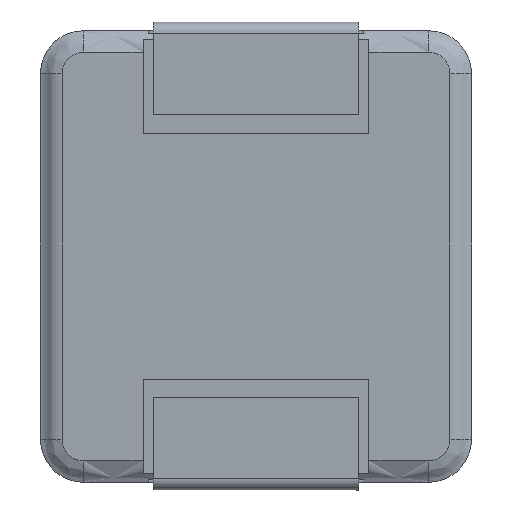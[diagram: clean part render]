
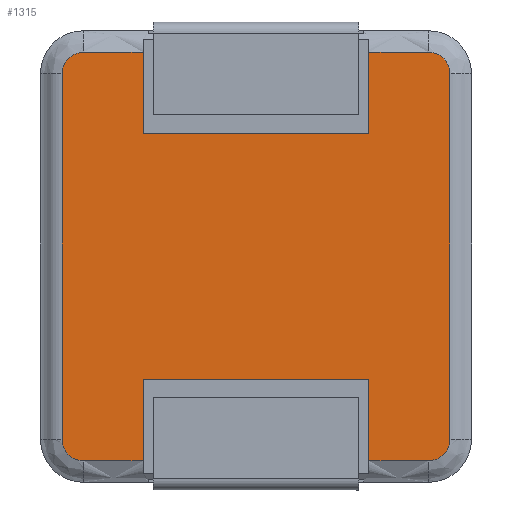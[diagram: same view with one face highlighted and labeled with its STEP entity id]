
A CAD part, front view. The second image highlights one B-rep face of the part: STEP entity #1315.
In plain terms, the highlighted planar face has unit normal (0, -1, 0).
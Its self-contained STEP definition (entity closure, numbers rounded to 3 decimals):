
#8 = CARTESIAN_POINT ( 'NONE',  ( 1.89, 0., -1.903 ) ) ;
#29 = DIRECTION ( 'NONE',  ( 0., 0., -1. ) ) ;
#64 = DIRECTION ( 'NONE',  ( -1., 0., 0. ) ) ;
#67 = VECTOR ( 'NONE', #1902, 1000. ) ;
#68 = DIRECTION ( 'NONE',  ( 0., 0., -1. ) ) ;
#103 = ORIENTED_EDGE ( 'NONE', *, *, #154, .F. ) ;
#107 = EDGE_CURVE ( 'NONE', #978, #2004, #363, .T. ) ;
#114 = LINE ( 'NONE', #450, #2034 ) ;
#126 = VERTEX_POINT ( 'NONE', #709 ) ;
#154 = EDGE_CURVE ( 'NONE', #2004, #126, #535, .T. ) ;
#167 = CARTESIAN_POINT ( 'NONE',  ( 1.89, 0., -1.78 ) ) ;
#168 = CARTESIAN_POINT ( 'NONE',  ( 1.89, 0., 1.78 ) ) ;
#182 = CARTESIAN_POINT ( 'NONE',  ( -1.89, 0., 1.903 ) ) ;
#215 = CARTESIAN_POINT ( 'NONE',  ( -1.89, 0., -1.78 ) ) ;
#239 = EDGE_CURVE ( 'NONE', #126, #1919, #1864, .T. ) ;
#252 = VECTOR ( 'NONE', #705, 1000. ) ;
#258 = CARTESIAN_POINT ( 'NONE',  ( -1.89, 0., 1.78 ) ) ;
#266 = ORIENTED_EDGE ( 'NONE', *, *, #1505, .F. ) ;
#285 = EDGE_CURVE ( 'NONE', #375, #921, #1377, .T. ) ;
#331 = ORIENTED_EDGE ( 'NONE', *, *, #883, .F. ) ;
#339 = CARTESIAN_POINT ( 'NONE',  ( -1.1, 0., -1.99 ) ) ;
#358 = DIRECTION ( 'NONE',  ( 1., 0., 0. ) ) ;
#363 = LINE ( 'NONE', #1030, #1925 ) ;
#368 = CARTESIAN_POINT ( 'NONE',  ( 1.89, 0., 1.903 ) ) ;
#369 = CARTESIAN_POINT ( 'NONE',  ( 1.1, 0., 1.2 ) ) ;
#373 = DIRECTION ( 'NONE',  ( 0., 0., 1. ) ) ;
#375 = VERTEX_POINT ( 'NONE', #1223 ) ;
#390 = EDGE_CURVE ( 'NONE', #1130, #1382, #502, .T. ) ;
#414 = CARTESIAN_POINT ( 'NONE',  ( 1.89, 0., 1.78 ) ) ;
#416 = ORIENTED_EDGE ( 'NONE', *, *, #285, .F. ) ;
#425 = LINE ( 'NONE', #414, #2145 ) ;
#438 = DIRECTION ( 'NONE',  ( 0., 0., 1. ) ) ;
#450 = CARTESIAN_POINT ( 'NONE',  ( -1.89, 0., -1.78 ) ) ;
#463 = VERTEX_POINT ( 'NONE', #258 ) ;
#502 =( BOUNDED_CURVE ( )  B_SPLINE_CURVE ( 3, ( #2072, #866, #1179, #215 ),
 .UNSPECIFIED., .F., .F. ) 
 B_SPLINE_CURVE_WITH_KNOTS ( ( 4, 4 ),
 ( 0., 1. ),
 .UNSPECIFIED. ) 
 CURVE ( )  GEOMETRIC_REPRESENTATION_ITEM ( )  RATIONAL_B_SPLINE_CURVE ( ( 1., 0.805, 0.805, 1. ) ) 
 REPRESENTATION_ITEM ( '' )  );
#527 = CARTESIAN_POINT ( 'NONE',  ( 1.89, 0., 1.78 ) ) ;
#534 = EDGE_CURVE ( 'NONE', #1919, #1130, #2086, .T. ) ;
#535 = LINE ( 'NONE', #887, #1850 ) ;
#541 = VERTEX_POINT ( 'NONE', #1954 ) ;
#543 = CARTESIAN_POINT ( 'NONE',  ( 1.68, 0., 1.99 ) ) ;
#549 = LINE ( 'NONE', #369, #1268 ) ;
#569 =( BOUNDED_CURVE ( )  B_SPLINE_CURVE ( 3, ( #1718, #182, #1048, #874 ),
 .UNSPECIFIED., .F., .T. ) 
 B_SPLINE_CURVE_WITH_KNOTS ( ( 4, 4 ),
 ( 0., 1. ),
 .UNSPECIFIED. ) 
 CURVE ( )  GEOMETRIC_REPRESENTATION_ITEM ( )  RATIONAL_B_SPLINE_CURVE ( ( 1., 0.805, 0.805, 1. ) ) 
 REPRESENTATION_ITEM ( '' )  );
#626 = EDGE_CURVE ( 'NONE', #698, #1807, #425, .T. ) ;
#628 = CARTESIAN_POINT ( 'NONE',  ( -1.68, 0., -1.99 ) ) ;
#631 = VERTEX_POINT ( 'NONE', #1105 ) ;
#658 = EDGE_CURVE ( 'NONE', #1382, #463, #114, .T. ) ;
#678 = ORIENTED_EDGE ( 'NONE', *, *, #1940, .F. ) ;
#684 = ORIENTED_EDGE ( 'NONE', *, *, #994, .F. ) ;
#698 = VERTEX_POINT ( 'NONE', #168 ) ;
#705 = DIRECTION ( 'NONE',  ( 0., 0., -1. ) ) ;
#709 = CARTESIAN_POINT ( 'NONE',  ( -1.1, 0., -1.2 ) ) ;
#737 = CARTESIAN_POINT ( 'NONE',  ( 1.1, 0., -1.99 ) ) ;
#755 = CARTESIAN_POINT ( 'NONE',  ( 1.1, 0., -1.2 ) ) ;
#758 = CARTESIAN_POINT ( 'NONE',  ( 1.68, 0., -1.99 ) ) ;
#776 = ORIENTED_EDGE ( 'NONE', *, *, #626, .F. ) ;
#839 = ORIENTED_EDGE ( 'NONE', *, *, #239, .F. ) ;
#842 = EDGE_CURVE ( 'NONE', #1150, #541, #549, .T. ) ;
#857 = CARTESIAN_POINT ( 'NONE',  ( 1.803, 0., -1.99 ) ) ;
#866 = CARTESIAN_POINT ( 'NONE',  ( -1.803, 0., -1.99 ) ) ;
#874 = CARTESIAN_POINT ( 'NONE',  ( -1.68, 0., 1.99 ) ) ;
#883 = EDGE_CURVE ( 'NONE', #541, #375, #1045, .T. ) ;
#887 = CARTESIAN_POINT ( 'NONE',  ( 1.1, 0., -1.2 ) ) ;
#890 = CARTESIAN_POINT ( 'NONE',  ( -1.1, 0., -1.2 ) ) ;
#894 = LINE ( 'NONE', #1696, #252 ) ;
#900 = FACE_OUTER_BOUND ( 'NONE', #1794, .T. ) ;
#921 = VERTEX_POINT ( 'NONE', #543 ) ;
#942 = ORIENTED_EDGE ( 'NONE', *, *, #658, .F. ) ;
#974 = CARTESIAN_POINT ( 'NONE',  ( 1.68, 0., -1.99 ) ) ;
#978 = VERTEX_POINT ( 'NONE', #737 ) ;
#994 = EDGE_CURVE ( 'NONE', #463, #1230, #569, .T. ) ;
#1010 = VECTOR ( 'NONE', #1379, 1000. ) ;
#1030 = CARTESIAN_POINT ( 'NONE',  ( 1.1, 0., -1.2 ) ) ;
#1045 = LINE ( 'NONE', #2064, #1624 ) ;
#1048 = CARTESIAN_POINT ( 'NONE',  ( -1.803, 0., 1.99 ) ) ;
#1069 = AXIS2_PLACEMENT_3D ( 'NONE', #1621, #2082, #1073 ) ;
#1073 = DIRECTION ( 'NONE',  ( 0., 0., 1. ) ) ;
#1105 = CARTESIAN_POINT ( 'NONE',  ( -1.1, 0., 1.99 ) ) ;
#1111 = VECTOR ( 'NONE', #1212, 1000. ) ;
#1122 = VERTEX_POINT ( 'NONE', #974 ) ;
#1130 = VERTEX_POINT ( 'NONE', #628 ) ;
#1150 = VERTEX_POINT ( 'NONE', #1681 ) ;
#1179 = CARTESIAN_POINT ( 'NONE',  ( -1.89, 0., -1.903 ) ) ;
#1193 = CARTESIAN_POINT ( 'NONE',  ( 1.68, 0., 1.99 ) ) ;
#1207 = DIRECTION ( 'NONE',  ( -1., 0., 0. ) ) ;
#1212 = DIRECTION ( 'NONE',  ( -1., 0., 0. ) ) ;
#1223 = CARTESIAN_POINT ( 'NONE',  ( 1.1, 0., 1.99 ) ) ;
#1230 = VERTEX_POINT ( 'NONE', #1543 ) ;
#1251 = VECTOR ( 'NONE', #29, 1000. ) ;
#1268 = VECTOR ( 'NONE', #358, 1000. ) ;
#1315 = ADVANCED_FACE ( 'NONE', ( #900 ), #1412, .F. ) ;
#1330 = CARTESIAN_POINT ( 'NONE',  ( -1.89, 0., -1.78 ) ) ;
#1359 = LINE ( 'NONE', #1856, #1010 ) ;
#1365 = CARTESIAN_POINT ( 'NONE',  ( -1.68, 0., 1.99 ) ) ;
#1377 = LINE ( 'NONE', #1365, #67 ) ;
#1379 = DIRECTION ( 'NONE',  ( 1., 0., 0. ) ) ;
#1382 = VERTEX_POINT ( 'NONE', #1330 ) ;
#1390 = CARTESIAN_POINT ( 'NONE',  ( 1.68, 0., -1.99 ) ) ;
#1412 = PLANE ( 'NONE',  #1069 ) ;
#1479 =( BOUNDED_CURVE ( )  B_SPLINE_CURVE ( 3, ( #1193, #2040, #368, #527 ),
 .UNSPECIFIED., .F., .F. ) 
 B_SPLINE_CURVE_WITH_KNOTS ( ( 4, 4 ),
 ( 0., 1. ),
 .UNSPECIFIED. ) 
 CURVE ( )  GEOMETRIC_REPRESENTATION_ITEM ( )  RATIONAL_B_SPLINE_CURVE ( ( 1., 0.805, 0.805, 1. ) ) 
 REPRESENTATION_ITEM ( '' )  );
#1481 = ORIENTED_EDGE ( 'NONE', *, *, #1818, .F. ) ;
#1489 = ORIENTED_EDGE ( 'NONE', *, *, #1882, .F. ) ;
#1505 = EDGE_CURVE ( 'NONE', #631, #1150, #894, .T. ) ;
#1543 = CARTESIAN_POINT ( 'NONE',  ( -1.68, 0., 1.99 ) ) ;
#1564 = ORIENTED_EDGE ( 'NONE', *, *, #1805, .F. ) ;
#1567 = LINE ( 'NONE', #1390, #1111 ) ;
#1584 = ORIENTED_EDGE ( 'NONE', *, *, #390, .F. ) ;
#1621 = CARTESIAN_POINT ( 'NONE',  ( 0., 0., 0. ) ) ;
#1624 = VECTOR ( 'NONE', #1726, 1000. ) ;
#1656 = ORIENTED_EDGE ( 'NONE', *, *, #107, .F. ) ;
#1681 = CARTESIAN_POINT ( 'NONE',  ( -1.1, 0., 1.2 ) ) ;
#1683 = VECTOR ( 'NONE', #64, 1000. ) ;
#1696 = CARTESIAN_POINT ( 'NONE',  ( -1.1, 0., 1.2 ) ) ;
#1716 = ORIENTED_EDGE ( 'NONE', *, *, #534, .F. ) ;
#1718 = CARTESIAN_POINT ( 'NONE',  ( -1.89, 0., 1.78 ) ) ;
#1726 = DIRECTION ( 'NONE',  ( 0., 0., 1. ) ) ;
#1766 =( BOUNDED_CURVE ( )  B_SPLINE_CURVE ( 3, ( #167, #8, #857, #2050 ),
 .UNSPECIFIED., .F., .F. ) 
 B_SPLINE_CURVE_WITH_KNOTS ( ( 4, 4 ),
 ( 0., 1. ),
 .UNSPECIFIED. ) 
 CURVE ( )  GEOMETRIC_REPRESENTATION_ITEM ( )  RATIONAL_B_SPLINE_CURVE ( ( 1., 0.805, 0.805, 1. ) ) 
 REPRESENTATION_ITEM ( '' )  );
#1782 = ORIENTED_EDGE ( 'NONE', *, *, #842, .F. ) ;
#1794 = EDGE_LOOP ( 'NONE', ( #1564, #678, #776, #1489, #416, #331, #1782, #266, #1481, #684, #942, #1584, #1716, #839, #103, #1656 ) ) ;
#1805 = EDGE_CURVE ( 'NONE', #1122, #978, #1567, .T. ) ;
#1807 = VERTEX_POINT ( 'NONE', #1904 ) ;
#1818 = EDGE_CURVE ( 'NONE', #1230, #631, #1359, .T. ) ;
#1850 = VECTOR ( 'NONE', #1207, 1000. ) ;
#1856 = CARTESIAN_POINT ( 'NONE',  ( -1.68, 0., 1.99 ) ) ;
#1864 = LINE ( 'NONE', #890, #1251 ) ;
#1882 = EDGE_CURVE ( 'NONE', #921, #698, #1479, .T. ) ;
#1902 = DIRECTION ( 'NONE',  ( 1., 0., 0. ) ) ;
#1904 = CARTESIAN_POINT ( 'NONE',  ( 1.89, 0., -1.78 ) ) ;
#1919 = VERTEX_POINT ( 'NONE', #339 ) ;
#1925 = VECTOR ( 'NONE', #373, 1000. ) ;
#1940 = EDGE_CURVE ( 'NONE', #1807, #1122, #1766, .T. ) ;
#1954 = CARTESIAN_POINT ( 'NONE',  ( 1.1, 0., 1.2 ) ) ;
#2004 = VERTEX_POINT ( 'NONE', #755 ) ;
#2034 = VECTOR ( 'NONE', #438, 1000. ) ;
#2040 = CARTESIAN_POINT ( 'NONE',  ( 1.803, 0., 1.99 ) ) ;
#2050 = CARTESIAN_POINT ( 'NONE',  ( 1.68, 0., -1.99 ) ) ;
#2064 = CARTESIAN_POINT ( 'NONE',  ( 1.1, 0., 1.2 ) ) ;
#2072 = CARTESIAN_POINT ( 'NONE',  ( -1.68, 0., -1.99 ) ) ;
#2082 = DIRECTION ( 'NONE',  ( 0., 1., 0. ) ) ;
#2086 = LINE ( 'NONE', #758, #1683 ) ;
#2145 = VECTOR ( 'NONE', #68, 1000. ) ;
